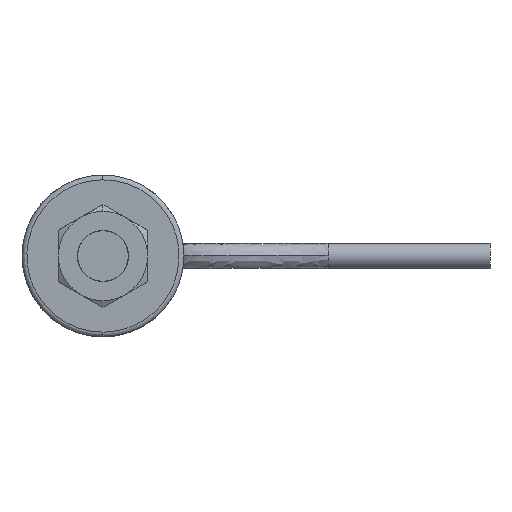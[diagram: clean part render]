
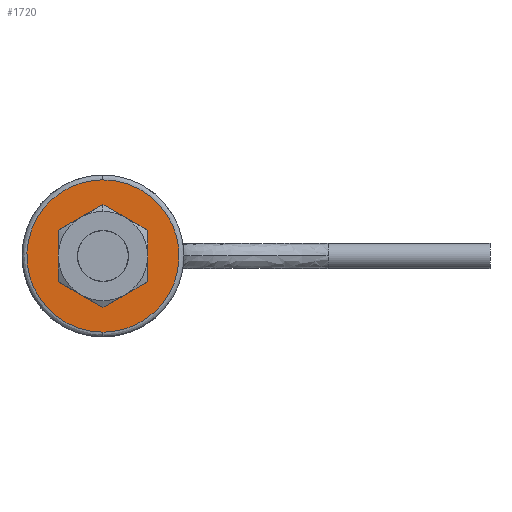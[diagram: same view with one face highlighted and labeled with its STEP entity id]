
A CAD part, left-side view. The second image highlights one B-rep face of the part: STEP entity #1720.
In plain terms, the highlighted planar face has unit normal (-1, 0, 0).
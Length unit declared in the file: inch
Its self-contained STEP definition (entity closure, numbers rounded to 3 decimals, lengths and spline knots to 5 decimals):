
#113 = CARTESIAN_POINT ( 'NONE',  ( 0., 0., -0.11175 ) ) ;
#160 = CARTESIAN_POINT ( 'NONE',  ( 0., 0., 0.11175 ) ) ;
#260 = EDGE_CURVE ( 'NONE', #394, #2642, #2058, .T. ) ;
#372 = VERTEX_POINT ( 'NONE', #1722 ) ;
#394 = VERTEX_POINT ( 'NONE', #113 ) ;
#441 = CARTESIAN_POINT ( 'NONE',  ( 0., 0., 0. ) ) ;
#561 = DIRECTION ( 'NONE',  ( 1., 0., 0. ) ) ;
#584 = PLANE ( 'NONE',  #2133 ) ;
#586 =( BOUNDED_CURVE ( )  B_SPLINE_CURVE ( 3, ( #1034, #2335, #2007, #3344 ),
 .UNSPECIFIED., .F., .F. ) 
 B_SPLINE_CURVE_WITH_KNOTS ( ( 4, 4 ),
 ( 0., 1. ),
 .UNSPECIFIED. ) 
 CURVE ( )  GEOMETRIC_REPRESENTATION_ITEM ( )  RATIONAL_B_SPLINE_CURVE ( ( 1., 0.333, 0.333, 1. ) ) 
 REPRESENTATION_ITEM ( '' )  );
#749 =( BOUNDED_CURVE ( )  B_SPLINE_CURVE ( 3, ( #3995, #2952, #2292, #2248 ),
 .UNSPECIFIED., .F., .F. ) 
 B_SPLINE_CURVE_WITH_KNOTS ( ( 4, 4 ),
 ( 0., 1. ),
 .UNSPECIFIED. ) 
 CURVE ( )  GEOMETRIC_REPRESENTATION_ITEM ( )  RATIONAL_B_SPLINE_CURVE ( ( 1., 0.333, 0.333, 1. ) ) 
 REPRESENTATION_ITEM ( '' )  );
#883 = ORIENTED_EDGE ( 'NONE', *, *, #260, .F. ) ;
#1004 = DIRECTION ( 'NONE',  ( 0., 0., 1. ) ) ;
#1025 = CARTESIAN_POINT ( 'NONE',  ( 0., 0., 0. ) ) ;
#1034 = CARTESIAN_POINT ( 'NONE',  ( 0., 0., 0.235 ) ) ;
#1261 = EDGE_LOOP ( 'NONE', ( #2799, #883 ) ) ;
#1437 = DIRECTION ( 'NONE',  ( 0., 0., 1. ) ) ;
#1486 = CARTESIAN_POINT ( 'NONE',  ( 0., 0.11175, 0. ) ) ;
#1720 = ADVANCED_FACE ( 'NONE', ( #3026, #2823 ), #584, .F. ) ;
#1722 = CARTESIAN_POINT ( 'NONE',  ( 0., 0., -0.235 ) ) ;
#2007 = CARTESIAN_POINT ( 'NONE',  ( 0., -0.47, -0.235 ) ) ;
#2058 = CIRCLE ( 'NONE', #3858, 0.11175 ) ;
#2109 = CARTESIAN_POINT ( 'NONE',  ( 0., 0., 0.235 ) ) ;
#2133 = AXIS2_PLACEMENT_3D ( 'NONE', #1486, #561, #2847 ) ;
#2248 = CARTESIAN_POINT ( 'NONE',  ( 0., 0., 0.235 ) ) ;
#2292 = CARTESIAN_POINT ( 'NONE',  ( 0., 0.47, 0.235 ) ) ;
#2335 = CARTESIAN_POINT ( 'NONE',  ( 0., -0.47, 0.235 ) ) ;
#2358 = EDGE_CURVE ( 'NONE', #372, #2977, #749, .T. ) ;
#2524 = AXIS2_PLACEMENT_3D ( 'NONE', #441, #3753, #1437 ) ;
#2574 = EDGE_CURVE ( 'NONE', #2642, #394, #3840, .T. ) ;
#2642 = VERTEX_POINT ( 'NONE', #160 ) ;
#2731 = ORIENTED_EDGE ( 'NONE', *, *, #2358, .F. ) ;
#2799 = ORIENTED_EDGE ( 'NONE', *, *, #2574, .F. ) ;
#2823 = FACE_BOUND ( 'NONE', #1261, .T. ) ;
#2847 = DIRECTION ( 'NONE',  ( 0., 0., -1. ) ) ;
#2936 = DIRECTION ( 'NONE',  ( -1., 0., 0. ) ) ;
#2952 = CARTESIAN_POINT ( 'NONE',  ( 0., 0.47, -0.235 ) ) ;
#2977 = VERTEX_POINT ( 'NONE', #2109 ) ;
#3026 = FACE_OUTER_BOUND ( 'NONE', #3767, .T. ) ;
#3311 = ORIENTED_EDGE ( 'NONE', *, *, #3898, .F. ) ;
#3344 = CARTESIAN_POINT ( 'NONE',  ( 0., 0., -0.235 ) ) ;
#3753 = DIRECTION ( 'NONE',  ( -1., 0., 0. ) ) ;
#3767 = EDGE_LOOP ( 'NONE', ( #3311, #2731 ) ) ;
#3840 = CIRCLE ( 'NONE', #2524, 0.11175 ) ;
#3858 = AXIS2_PLACEMENT_3D ( 'NONE', #1025, #2936, #1004 ) ;
#3898 = EDGE_CURVE ( 'NONE', #2977, #372, #586, .T. ) ;
#3995 = CARTESIAN_POINT ( 'NONE',  ( 0., 0., -0.235 ) ) ;
